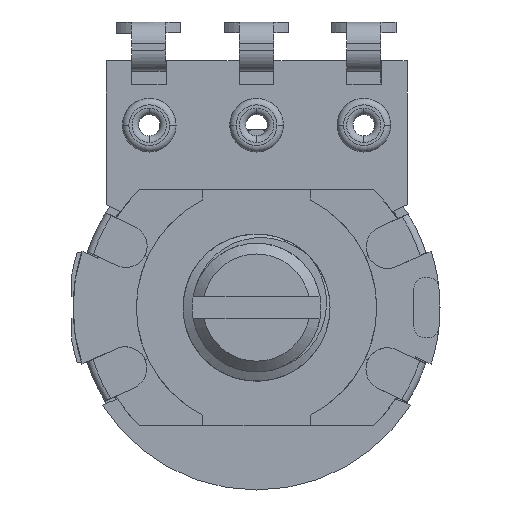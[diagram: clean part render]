
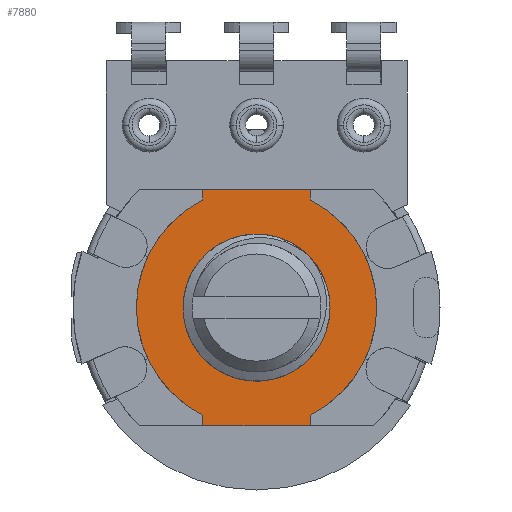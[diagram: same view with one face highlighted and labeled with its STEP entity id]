
A CAD part, front view. The second image highlights one B-rep face of the part: STEP entity #7880.
In plain terms, the highlighted planar face has unit normal (0, -1, 0).
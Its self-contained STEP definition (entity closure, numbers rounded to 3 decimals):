
#1=CARTESIAN_POINT('',(8.583,6.978,-21.797));
#2=DIRECTION('',(0.,1.,0.));
#3=DIRECTION('',(-0.446,0.,-0.895));
#4=AXIS2_PLACEMENT_3D('',#1,#2,#3);
#6=CARTESIAN_POINT('',(8.583,6.978,-21.797));
#7=DIRECTION('',(0.,1.,0.));
#8=DIRECTION('',(-1.,0.,0.));
#9=AXIS2_PLACEMENT_3D('',#6,#7,#8);
#11=DIRECTION('',(0.,0.,1.));
#12=VECTOR('',#11,0.489);
#13=CARTESIAN_POINT('',(6.083,6.978,-16.785));
#14=LINE('',#13,#12);
#15=DIRECTION('',(1.,0.,0.));
#16=VECTOR('',#15,5.);
#17=CARTESIAN_POINT('',(6.083,6.978,-16.296));
#18=LINE('',#17,#16);
#19=CARTESIAN_POINT('',(8.583,6.978,-21.797));
#20=DIRECTION('',(0.,1.,0.));
#21=DIRECTION('',(0.446,0.,0.895));
#22=AXIS2_PLACEMENT_3D('',#19,#20,#21);
#24=CARTESIAN_POINT('',(8.583,6.978,-21.797));
#25=DIRECTION('',(0.,1.,0.));
#26=DIRECTION('',(1.,0.,0.));
#27=AXIS2_PLACEMENT_3D('',#24,#25,#26);
#29=DIRECTION('',(0.,0.,-1.));
#30=VECTOR('',#29,0.489);
#31=CARTESIAN_POINT('',(11.083,6.978,-26.808));
#32=LINE('',#31,#30);
#33=DIRECTION('',(-1.,0.,0.));
#34=VECTOR('',#33,5.);
#35=CARTESIAN_POINT('',(11.083,6.978,-27.297));
#36=LINE('',#35,#34);
#37=CARTESIAN_POINT('',(8.583,6.978,-21.797));
#38=DIRECTION('',(0.,-1.,0.));
#39=DIRECTION('',(-1.,0.,0.));
#40=AXIS2_PLACEMENT_3D('',#37,#38,#39);
#42=CARTESIAN_POINT('',(8.583,6.978,-21.797));
#43=DIRECTION('',(0.,-1.,0.));
#44=DIRECTION('',(1.,0.,0.));
#45=AXIS2_PLACEMENT_3D('',#42,#43,#44);
#47=DIRECTION('',(0.,0.,-1.));
#48=VECTOR('',#47,0.489);
#49=CARTESIAN_POINT('',(6.083,6.978,-26.808));
#50=LINE('',#49,#48);
#2010=DIRECTION('',(0.,0.,1.));
#2011=VECTOR('',#2010,0.489);
#2012=CARTESIAN_POINT('',(11.083,6.978,-16.785));
#2013=LINE('',#2012,#2011);
#6196=CARTESIAN_POINT('',(6.083,6.978,-26.808));
#6197=CARTESIAN_POINT('',(6.083,6.978,-27.297));
#6198=VERTEX_POINT('',#6196);
#6199=VERTEX_POINT('',#6197);
#6200=CARTESIAN_POINT('',(2.982,6.978,-21.797));
#6201=CARTESIAN_POINT('',(6.083,6.978,-16.785));
#6202=VERTEX_POINT('',#6200);
#6203=VERTEX_POINT('',#6201);
#6204=CARTESIAN_POINT('',(6.083,6.978,-16.296));
#6205=VERTEX_POINT('',#6204);
#6206=CARTESIAN_POINT('',(11.083,6.978,-16.296));
#6207=VERTEX_POINT('',#6206);
#6208=CARTESIAN_POINT('',(11.083,6.978,-16.785));
#6209=VERTEX_POINT('',#6208);
#6210=CARTESIAN_POINT('',(14.183,6.978,-21.797));
#6211=CARTESIAN_POINT('',(11.083,6.978,-26.808));
#6212=VERTEX_POINT('',#6210);
#6213=VERTEX_POINT('',#6211);
#6214=CARTESIAN_POINT('',(11.083,6.978,-27.297));
#6215=VERTEX_POINT('',#6214);
#6216=CARTESIAN_POINT('',(5.158,6.978,-21.797));
#6217=CARTESIAN_POINT('',(12.008,6.978,-21.797));
#6218=VERTEX_POINT('',#6216);
#6219=VERTEX_POINT('',#6217);
#7847=CARTESIAN_POINT('',(8.583,6.978,-21.797));
#7848=DIRECTION('',(0.,1.,0.));
#7849=DIRECTION('',(0.,0.,1.));
#7850=AXIS2_PLACEMENT_3D('',#7847,#7848,#7849);
#7851=PLANE('',#7850);
#7853=ORIENTED_EDGE('',*,*,#7852,.F.);
#7855=ORIENTED_EDGE('',*,*,#7854,.T.);
#7857=ORIENTED_EDGE('',*,*,#7856,.T.);
#7859=ORIENTED_EDGE('',*,*,#7858,.T.);
#7861=ORIENTED_EDGE('',*,*,#7860,.T.);
#7863=ORIENTED_EDGE('',*,*,#7862,.F.);
#7865=ORIENTED_EDGE('',*,*,#7864,.T.);
#7867=ORIENTED_EDGE('',*,*,#7866,.T.);
#7869=ORIENTED_EDGE('',*,*,#7868,.T.);
#7871=ORIENTED_EDGE('',*,*,#7870,.T.);
#7872=EDGE_LOOP('',(#7853,#7855,#7857,#7859,#7861,#7863,#7865,#7867,#7869,
#7871));
#7873=FACE_OUTER_BOUND('',#7872,.F.);
#7875=ORIENTED_EDGE('',*,*,#7874,.T.);
#7877=ORIENTED_EDGE('',*,*,#7876,.T.);
#7878=EDGE_LOOP('',(#7875,#7877));
#7879=FACE_BOUND('',#7878,.F.);
#7880=ADVANCED_FACE('',(#7873,#7879),#7851,.F.);
#5=CIRCLE('',#4,5.6);
#10=CIRCLE('',#9,5.6);
#23=CIRCLE('',#22,5.6);
#28=CIRCLE('',#27,5.6);
#41=CIRCLE('',#40,3.425);
#46=CIRCLE('',#45,3.425);
#7852=EDGE_CURVE('',#6198,#6199,#50,.T.);
#7854=EDGE_CURVE('',#6198,#6202,#5,.T.);
#7856=EDGE_CURVE('',#6202,#6203,#10,.T.);
#7858=EDGE_CURVE('',#6203,#6205,#14,.T.);
#7860=EDGE_CURVE('',#6205,#6207,#18,.T.);
#7862=EDGE_CURVE('',#6209,#6207,#2013,.T.);
#7864=EDGE_CURVE('',#6209,#6212,#23,.T.);
#7866=EDGE_CURVE('',#6212,#6213,#28,.T.);
#7868=EDGE_CURVE('',#6213,#6215,#32,.T.);
#7870=EDGE_CURVE('',#6215,#6199,#36,.T.);
#7874=EDGE_CURVE('',#6218,#6219,#41,.T.);
#7876=EDGE_CURVE('',#6219,#6218,#46,.T.);
